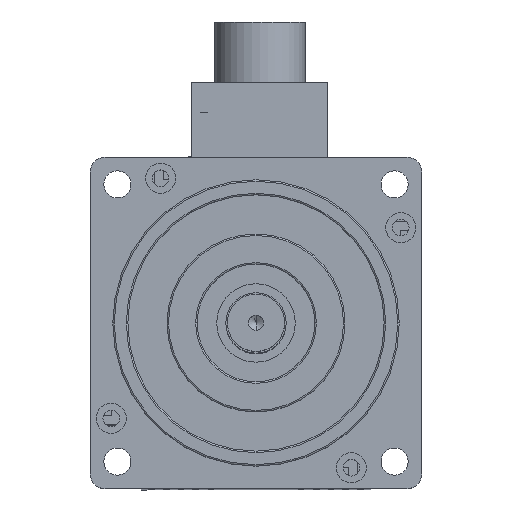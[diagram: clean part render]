
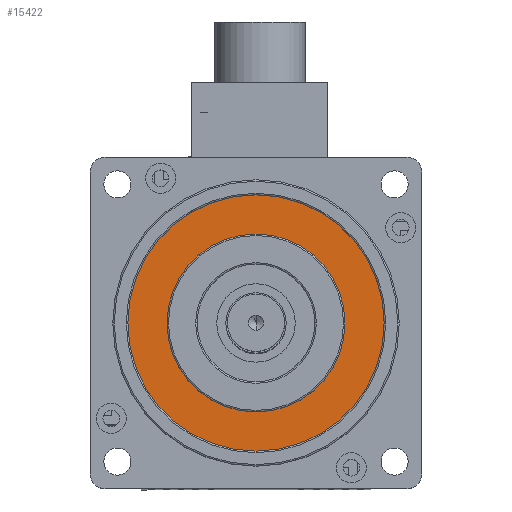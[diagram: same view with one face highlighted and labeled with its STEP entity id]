
A CAD part, top view. The second image highlights one B-rep face of the part: STEP entity #15422.
In plain terms, the highlighted planar face has unit normal (0, 0, 1).
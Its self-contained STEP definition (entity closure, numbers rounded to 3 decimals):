
#1427 = DIRECTION ( 'NONE',  ( -1., 0., 0. ) ) ;
#1521 = EDGE_CURVE ( 'NONE', #14526, #5737, #10127, .T. ) ;
#1677 = DIRECTION ( 'NONE',  ( 1., 0., 0. ) ) ;
#2429 = FACE_BOUND ( 'NONE', #14504, .T. ) ;
#2585 = AXIS2_PLACEMENT_3D ( 'NONE', #12987, #9140, #1677 ) ;
#2611 = DIRECTION ( 'NONE',  ( 0., 0., 1. ) ) ;
#2615 = VERTEX_POINT ( 'NONE', #13720 ) ;
#2786 = AXIS2_PLACEMENT_3D ( 'NONE', #6300, #2611, #4481 ) ;
#3642 = CARTESIAN_POINT ( 'NONE',  ( 55., 55., 0. ) ) ;
#3900 = AXIS2_PLACEMENT_3D ( 'NONE', #10797, #12666, #1427 ) ;
#4481 = DIRECTION ( 'NONE',  ( -1., 0., 0. ) ) ;
#5737 = VERTEX_POINT ( 'NONE', #21007 ) ;
#6153 = DIRECTION ( 'NONE',  ( 1., 0., 0. ) ) ;
#6300 = CARTESIAN_POINT ( 'NONE',  ( 55., 55., 0. ) ) ;
#6321 = CARTESIAN_POINT ( 'NONE',  ( 25.5, 55., 0. ) ) ;
#7224 = CIRCLE ( 'NONE', #16646, 29.5 ) ;
#7382 = EDGE_LOOP ( 'NONE', ( #23616, #13180 ) ) ;
#8191 = EDGE_CURVE ( 'NONE', #18640, #2615, #23243, .T. ) ;
#9140 = DIRECTION ( 'NONE',  ( 0., 0., 1. ) ) ;
#9355 = DIRECTION ( 'NONE',  ( 0., 0., 1. ) ) ;
#10022 = AXIS2_PLACEMENT_3D ( 'NONE', #3642, #20749, #6153 ) ;
#10127 = CIRCLE ( 'NONE', #2786, 29.5 ) ;
#10797 = CARTESIAN_POINT ( 'NONE',  ( 5., 105., 0. ) ) ;
#12666 = DIRECTION ( 'NONE',  ( 0., 0., -1. ) ) ;
#12955 = DIRECTION ( 'NONE',  ( -1., 0., 0. ) ) ;
#12987 = CARTESIAN_POINT ( 'NONE',  ( 55., 55., 0. ) ) ;
#13180 = ORIENTED_EDGE ( 'NONE', *, *, #18470, .T. ) ;
#13313 = EDGE_CURVE ( 'NONE', #5737, #14526, #7224, .T. ) ;
#13720 = CARTESIAN_POINT ( 'NONE',  ( 97.5, 55., 0. ) ) ;
#14504 = EDGE_LOOP ( 'NONE', ( #15373, #19353 ) ) ;
#14526 = VERTEX_POINT ( 'NONE', #6321 ) ;
#15373 = ORIENTED_EDGE ( 'NONE', *, *, #1521, .F. ) ;
#15422 = ADVANCED_FACE ( 'NONE', ( #17125, #2429 ), #20142, .F. ) ;
#16646 = AXIS2_PLACEMENT_3D ( 'NONE', #24203, #9355, #12955 ) ;
#16981 = CIRCLE ( 'NONE', #2585, 42.5 ) ;
#17125 = FACE_OUTER_BOUND ( 'NONE', #7382, .T. ) ;
#18470 = EDGE_CURVE ( 'NONE', #2615, #18640, #16981, .T. ) ;
#18640 = VERTEX_POINT ( 'NONE', #20628 ) ;
#19353 = ORIENTED_EDGE ( 'NONE', *, *, #13313, .F. ) ;
#20142 = PLANE ( 'NONE',  #3900 ) ;
#20628 = CARTESIAN_POINT ( 'NONE',  ( 12.5, 55., 0. ) ) ;
#20749 = DIRECTION ( 'NONE',  ( 0., 0., 1. ) ) ;
#21007 = CARTESIAN_POINT ( 'NONE',  ( 84.5, 55., 0. ) ) ;
#23243 = CIRCLE ( 'NONE', #10022, 42.5 ) ;
#23616 = ORIENTED_EDGE ( 'NONE', *, *, #8191, .T. ) ;
#24203 = CARTESIAN_POINT ( 'NONE',  ( 55., 55., 0. ) ) ;
